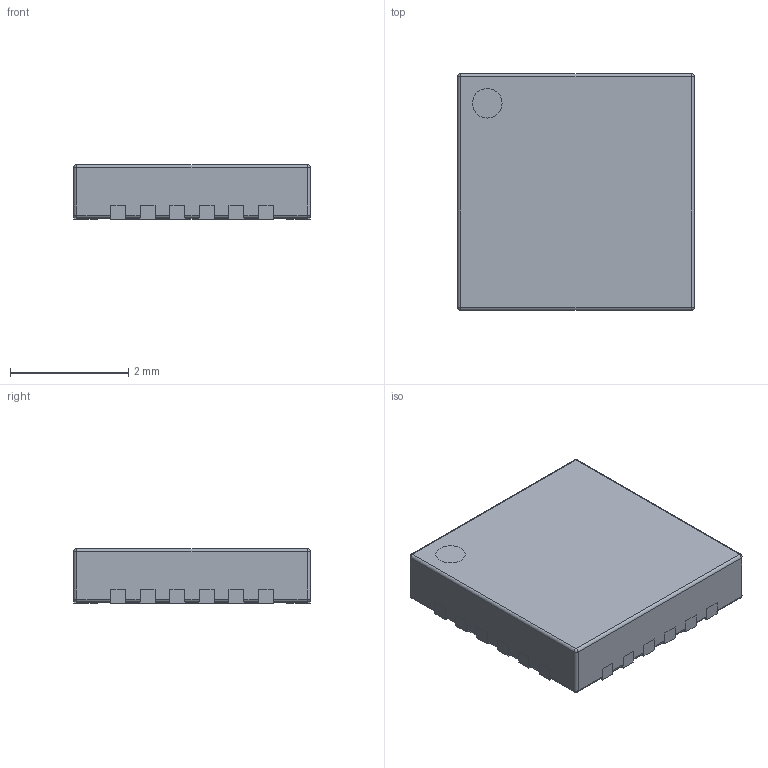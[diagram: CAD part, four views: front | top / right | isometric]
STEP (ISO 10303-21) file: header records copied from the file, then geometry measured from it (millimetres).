
FILE_DESCRIPTION(/* description */ (''),/* implementation_level */ '2;1');
FILE_NAME(/* name */ 'QFN-24-EP 4x4.step',/* time_stamp */ '2020-04-30T03:02:51+01:00',/* author */ (''),/* organization */ (''),/* preprocessor_version */ 'ST-DEVELOPER v18.1',/* originating_system */ 'Autodesk Translation Framework v9.2.0.1227',/* authorisation */ '');
FILE_SCHEMA (('AUTOMOTIVE_DESIGN { 1 0 10303 214 3 1 1 }'));
Length unit declared in the file: millimetre
Products named in the file (1): QFN-24-EP 4x4
Bounding box: 4 x 4 x 0.92 mm (x, y, z)
Volume: 14.6 mm3; surface area: 46.6 mm2
Topology: 1 solids, 1 shells, 255 faces, 681 edges, 430 vertices
Faces by surface type: plane 181, cylinder 66, sphere 8
Full cylindrical faces by diameter (mm): 0.5 x1
Entity records: 8090 total; most frequent: DIRECTION 1373, CARTESIAN_POINT 1367, ORIENTED_EDGE 1362, EDGE_CURVE 681, LINE 501, VECTOR 501, AXIS2_PLACEMENT_3D 436, VERTEX_POINT 430
